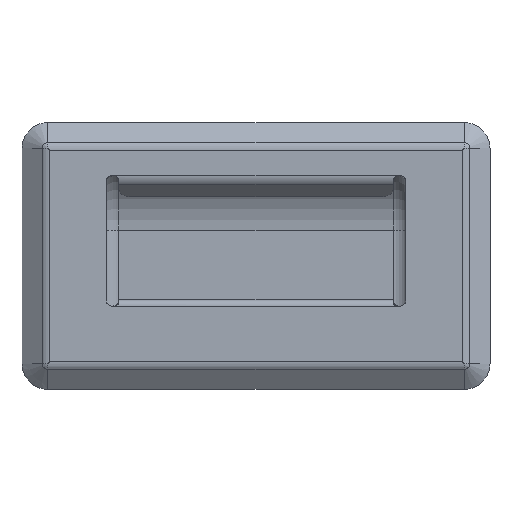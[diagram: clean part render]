
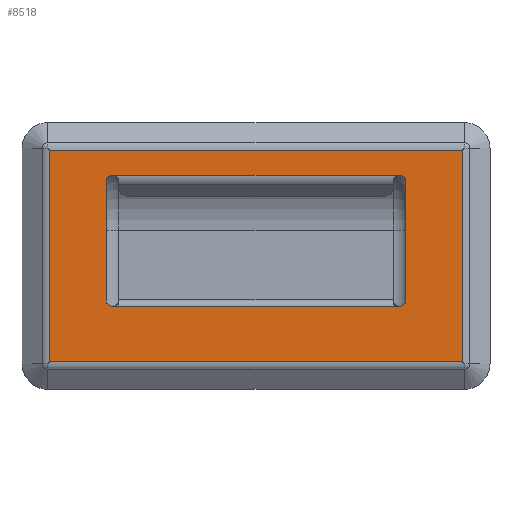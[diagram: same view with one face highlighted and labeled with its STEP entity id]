
A CAD part, top view. The second image highlights one B-rep face of the part: STEP entity #8518.
In plain terms, the highlighted planar face has unit normal (0, 0, 1).
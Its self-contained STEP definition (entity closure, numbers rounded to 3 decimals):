
#239=FACE_BOUND('',#1782,.T.);
#477=CIRCLE('',#9172,1.5);
#481=CIRCLE('',#9179,1.5);
#489=CIRCLE('',#9193,1.5);
#491=CIRCLE('',#9200,1.5);
#1249=FACE_OUTER_BOUND('',#1781,.T.);
#1781=EDGE_LOOP('',(#7438,#7439,#7440,#7441));
#1782=EDGE_LOOP('',(#7442,#7443,#7444,#7445,#7446,#7447,#7448,#7449,#7450,
#7451));
#2315=LINE('',#21170,#2873);
#2318=LINE('',#21180,#2876);
#2322=LINE('',#21310,#2880);
#2339=LINE('',#21377,#2897);
#2340=LINE('',#21397,#2898);
#2341=LINE('',#21399,#2899);
#2342=LINE('',#21401,#2900);
#2343=LINE('',#21402,#2901);
#2344=LINE('',#21403,#2902);
#2345=LINE('',#21404,#2903);
#2873=VECTOR('',#10926,0.135);
#2876=VECTOR('',#10937,27.612);
#2880=VECTOR('',#10947,0.135);
#2897=VECTOR('',#11004,27.612);
#2898=VECTOR('',#11015,49.306);
#2899=VECTOR('',#11016,96.306);
#2900=VECTOR('',#11017,49.306);
#2901=VECTOR('',#11018,96.306);
#2902=VECTOR('',#11019,66.731);
#2903=VECTOR('',#11020,67.);
#3939=VERTEX_POINT('',#21114);
#3944=VERTEX_POINT('',#21169);
#3945=VERTEX_POINT('',#21173);
#3947=VERTEX_POINT('',#21179);
#3954=VERTEX_POINT('',#21279);
#3955=VERTEX_POINT('',#21308);
#3956=VERTEX_POINT('',#21312);
#3971=VERTEX_POINT('',#21353);
#3975=VERTEX_POINT('',#21375);
#3977=VERTEX_POINT('',#21381);
#3978=VERTEX_POINT('',#21395);
#3979=VERTEX_POINT('',#21396);
#3980=VERTEX_POINT('',#21398);
#3981=VERTEX_POINT('',#21400);
#5132=EDGE_CURVE('',#3944,#3939,#2315,.T.);
#5134=EDGE_CURVE('',#3944,#3945,#477,.T.);
#5137=EDGE_CURVE('',#3947,#3945,#2318,.T.);
#5147=EDGE_CURVE('',#3954,#3955,#2322,.T.);
#5148=EDGE_CURVE('',#3956,#3955,#481,.T.);
#5168=EDGE_CURVE('',#3947,#3971,#489,.T.);
#5176=EDGE_CURVE('',#3956,#3975,#2339,.T.);
#5179=EDGE_CURVE('',#3977,#3975,#491,.T.);
#5181=EDGE_CURVE('',#3978,#3979,#2340,.T.);
#5182=EDGE_CURVE('',#3980,#3978,#2341,.T.);
#5183=EDGE_CURVE('',#3981,#3980,#2342,.T.);
#5184=EDGE_CURVE('',#3979,#3981,#2343,.T.);
#5185=EDGE_CURVE('',#3939,#3954,#2344,.T.);
#5186=EDGE_CURVE('',#3977,#3971,#2345,.T.);
#7438=ORIENTED_EDGE('',*,*,#5181,.F.);
#7439=ORIENTED_EDGE('',*,*,#5182,.F.);
#7440=ORIENTED_EDGE('',*,*,#5183,.F.);
#7441=ORIENTED_EDGE('',*,*,#5184,.F.);
#7442=ORIENTED_EDGE('',*,*,#5185,.T.);
#7443=ORIENTED_EDGE('',*,*,#5147,.T.);
#7444=ORIENTED_EDGE('',*,*,#5148,.F.);
#7445=ORIENTED_EDGE('',*,*,#5176,.T.);
#7446=ORIENTED_EDGE('',*,*,#5179,.F.);
#7447=ORIENTED_EDGE('',*,*,#5186,.T.);
#7448=ORIENTED_EDGE('',*,*,#5168,.F.);
#7449=ORIENTED_EDGE('',*,*,#5137,.T.);
#7450=ORIENTED_EDGE('',*,*,#5134,.F.);
#7451=ORIENTED_EDGE('',*,*,#5132,.T.);
#8046=PLANE('',#9202);
#8518=ADVANCED_FACE('',(#1249,#239),#8046,.T.);
#9172=AXIS2_PLACEMENT_3D('',#21174,#10930,#10931);
#9179=AXIS2_PLACEMENT_3D('',#21313,#10950,#10951);
#9193=AXIS2_PLACEMENT_3D('',#21354,#10990,#10991);
#9200=AXIS2_PLACEMENT_3D('',#21392,#11009,#11010);
#9202=AXIS2_PLACEMENT_3D('',#21394,#11013,#11014);
#10926=DIRECTION('',(-1.,0.,0.));
#10930=DIRECTION('center_axis',(0.,0.,1.));
#10931=DIRECTION('ref_axis',(0.707,-0.707,0.));
#10937=DIRECTION('',(0.,-1.,0.));
#10947=DIRECTION('',(-1.,0.,0.));
#10950=DIRECTION('center_axis',(0.,0.,1.));
#10951=DIRECTION('ref_axis',(-0.707,-0.707,0.));
#10990=DIRECTION('center_axis',(0.,0.,1.));
#10991=DIRECTION('ref_axis',(0.707,0.707,0.));
#11004=DIRECTION('',(0.,1.,0.));
#11009=DIRECTION('center_axis',(0.,0.,1.));
#11010=DIRECTION('ref_axis',(-0.707,0.707,0.));
#11013=DIRECTION('center_axis',(0.,0.,1.));
#11014=DIRECTION('ref_axis',(1.,0.,0.));
#11015=DIRECTION('',(0.,1.,0.));
#11016=DIRECTION('',(-1.,0.,0.));
#11017=DIRECTION('',(0.,-1.,0.));
#11018=DIRECTION('',(1.,0.,0.));
#11019=DIRECTION('',(-1.,0.,0.));
#11020=DIRECTION('',(1.,0.,0.));
#21114=CARTESIAN_POINT('',(33.365,-11.75,0.));
#21169=CARTESIAN_POINT('',(33.5,-11.75,0.));
#21170=CARTESIAN_POINT('',(-6.576,-11.75,0.));
#21173=CARTESIAN_POINT('',(35.,-10.25,0.));
#21174=CARTESIAN_POINT('Origin',(33.5,-10.25,0.));
#21179=CARTESIAN_POINT('',(35.,17.362,0.));
#21180=CARTESIAN_POINT('',(35.,-3.144,0.));
#21279=CARTESIAN_POINT('',(-33.365,-11.75,0.));
#21308=CARTESIAN_POINT('',(-33.5,-11.75,0.));
#21310=CARTESIAN_POINT('',(-40.076,-11.75,0.));
#21312=CARTESIAN_POINT('',(-35.,-10.25,0.));
#21313=CARTESIAN_POINT('Origin',(-33.5,-10.25,0.));
#21353=CARTESIAN_POINT('',(33.5,18.862,0.));
#21354=CARTESIAN_POINT('Origin',(33.5,17.362,0.));
#21375=CARTESIAN_POINT('',(-35.,17.362,0.));
#21377=CARTESIAN_POINT('',(-35.,-18.45,0.));
#21381=CARTESIAN_POINT('',(-33.5,18.862,0.));
#21392=CARTESIAN_POINT('Origin',(-33.5,17.362,0.));
#21394=CARTESIAN_POINT('Origin',(-48.153,-25.15,0.));
#21395=CARTESIAN_POINT('',(-48.153,-24.653,0.));
#21396=CARTESIAN_POINT('',(-48.153,24.653,0.));
#21397=CARTESIAN_POINT('',(-48.153,0.,0.));
#21398=CARTESIAN_POINT('',(48.153,-24.653,0.));
#21399=CARTESIAN_POINT('',(48.65,-24.653,0.));
#21400=CARTESIAN_POINT('',(48.153,24.653,0.));
#21401=CARTESIAN_POINT('',(48.153,25.15,0.));
#21402=CARTESIAN_POINT('',(-48.65,24.653,0.));
#21403=CARTESIAN_POINT('',(-6.576,-11.75,0.));
#21404=CARTESIAN_POINT('',(-8.076,18.862,0.));
